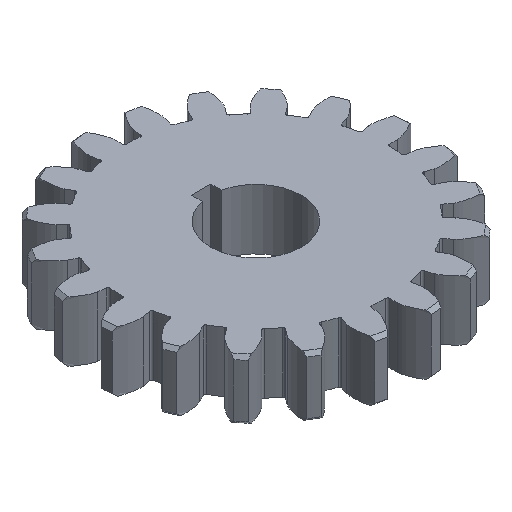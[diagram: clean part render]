
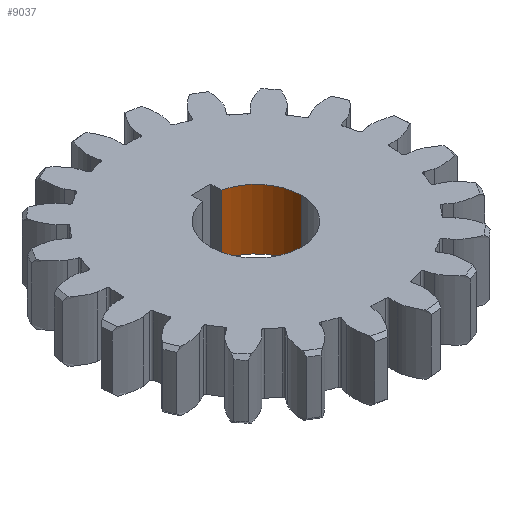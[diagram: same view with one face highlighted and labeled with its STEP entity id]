
A CAD part, isometric view. The second image highlights one B-rep face of the part: STEP entity #9037.
In plain terms, the highlighted cylindrical face has radius 2.381 mm (diameter 4.763 mm), a partial arc.
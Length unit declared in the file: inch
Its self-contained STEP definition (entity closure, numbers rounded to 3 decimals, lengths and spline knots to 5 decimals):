
#427 = ORIENTED_EDGE ( 'NONE', *, *, #3641, .F. ) ;
#982 = DIRECTION ( 'NONE',  ( 0., 0., 1. ) ) ;
#1463 = DIRECTION ( 'NONE',  ( 0., 0., 1. ) ) ;
#1644 = EDGE_LOOP ( 'NONE', ( #427, #2069, #9582, #3735 ) ) ;
#2069 = ORIENTED_EDGE ( 'NONE', *, *, #5853, .T. ) ;
#2185 = VERTEX_POINT ( 'NONE', #4174 ) ;
#2268 = EDGE_CURVE ( 'NONE', #5614, #8713, #5767, .T. ) ;
#2579 = DIRECTION ( 'NONE',  ( 1., 0., 0. ) ) ;
#2615 = CARTESIAN_POINT ( 'NONE',  ( 0.02, 0.09159, 0.0625 ) ) ;
#2807 = CARTESIAN_POINT ( 'NONE',  ( 0.09375, 0., 0.0625 ) ) ;
#2895 = DIRECTION ( 'NONE',  ( 1., 0., 0. ) ) ;
#2923 = FACE_OUTER_BOUND ( 'NONE', #1644, .T. ) ;
#3017 = DIRECTION ( 'NONE',  ( 1., 0., 0. ) ) ;
#3265 = CYLINDRICAL_SURFACE ( 'NONE', #4177, 0.09375 ) ;
#3641 = EDGE_CURVE ( 'NONE', #6141, #2185, #7590, .T. ) ;
#3735 = ORIENTED_EDGE ( 'NONE', *, *, #10245, .F. ) ;
#3761 = DIRECTION ( 'NONE',  ( 0., 0., 1. ) ) ;
#4174 = CARTESIAN_POINT ( 'NONE',  ( 0.02, 0.09159, -0.0625 ) ) ;
#4177 = AXIS2_PLACEMENT_3D ( 'NONE', #5184, #982, #2579 ) ;
#5184 = CARTESIAN_POINT ( 'NONE',  ( 0., 0., -0.0625 ) ) ;
#5614 = VERTEX_POINT ( 'NONE', #2807 ) ;
#5767 = CIRCLE ( 'NONE', #9491, 0.09375 ) ;
#5853 = EDGE_CURVE ( 'NONE', #6141, #5614, #7453, .T. ) ;
#6141 = VERTEX_POINT ( 'NONE', #7295 ) ;
#7156 = VECTOR ( 'NONE', #7407, 39.37008 ) ;
#7295 = CARTESIAN_POINT ( 'NONE',  ( 0.09375, 0., -0.0625 ) ) ;
#7407 = DIRECTION ( 'NONE',  ( 0., 0., 1. ) ) ;
#7453 = LINE ( 'NONE', #9696, #7156 ) ;
#7590 = CIRCLE ( 'NONE', #8109, 0.09375 ) ;
#7711 = CARTESIAN_POINT ( 'NONE',  ( 0., 0., 0.0625 ) ) ;
#8109 = AXIS2_PLACEMENT_3D ( 'NONE', #8804, #3761, #3017 ) ;
#8528 = LINE ( 'NONE', #9525, #9367 ) ;
#8713 = VERTEX_POINT ( 'NONE', #2615 ) ;
#8804 = CARTESIAN_POINT ( 'NONE',  ( 0., 0., -0.0625 ) ) ;
#9037 = ADVANCED_FACE ( 'NONE', ( #2923 ), #3265, .F. ) ;
#9253 = DIRECTION ( 'NONE',  ( 0., 0., 1. ) ) ;
#9367 = VECTOR ( 'NONE', #1463, 39.37008 ) ;
#9491 = AXIS2_PLACEMENT_3D ( 'NONE', #7711, #9253, #2895 ) ;
#9525 = CARTESIAN_POINT ( 'NONE',  ( 0.02, 0.09159, -0.0625 ) ) ;
#9582 = ORIENTED_EDGE ( 'NONE', *, *, #2268, .T. ) ;
#9696 = CARTESIAN_POINT ( 'NONE',  ( 0.09375, 0., -0.0625 ) ) ;
#10245 = EDGE_CURVE ( 'NONE', #2185, #8713, #8528, .T. ) ;
